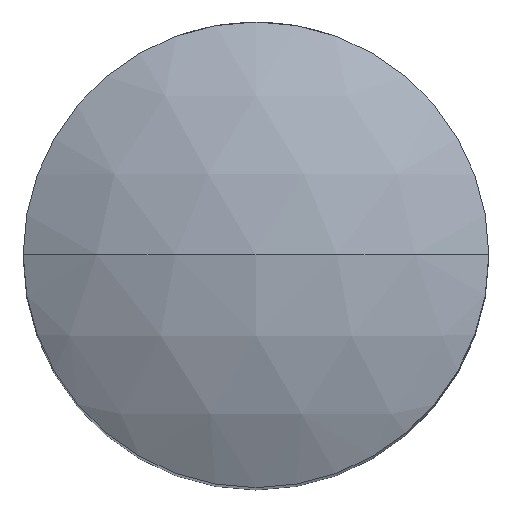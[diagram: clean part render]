
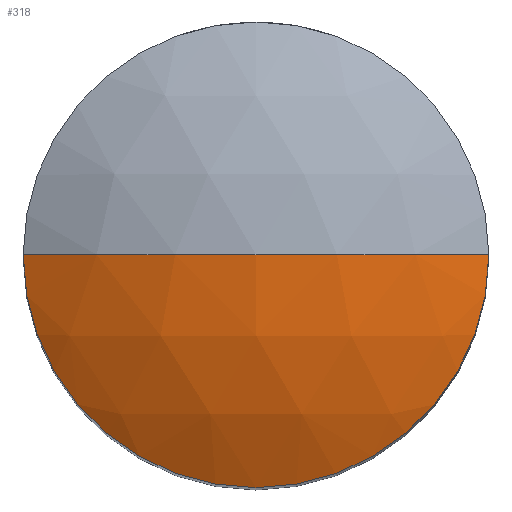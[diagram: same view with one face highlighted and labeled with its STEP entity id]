
A CAD part, top view. The second image highlights one B-rep face of the part: STEP entity #318.
In plain terms, the highlighted spherical face has radius 12 mm.
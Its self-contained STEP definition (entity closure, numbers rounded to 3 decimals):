
#22 = VERTEX_POINT ( 'NONE', #771 ) ;
#64 = CARTESIAN_POINT ( 'NONE',  ( 0., 0., 8. ) ) ;
#93 = CIRCLE ( 'NONE', #144, 12. ) ;
#112 = FACE_OUTER_BOUND ( 'NONE', #171, .T. ) ;
#128 = DIRECTION ( 'NONE',  ( 0., 0., 1. ) ) ;
#144 = AXIS2_PLACEMENT_3D ( 'NONE', #367, #823, #433 ) ;
#167 = DIRECTION ( 'NONE',  ( 1., 0., 0. ) ) ;
#171 = EDGE_LOOP ( 'NONE', ( #505, #560, #272 ) ) ;
#187 = DIRECTION ( 'NONE',  ( 0., -1., 0. ) ) ;
#195 = AXIS2_PLACEMENT_3D ( 'NONE', #64, #537, #128 ) ;
#226 = VERTEX_POINT ( 'NONE', #395 ) ;
#229 = CARTESIAN_POINT ( 'NONE',  ( 0., 0., 8. ) ) ;
#243 = EDGE_CURVE ( 'NONE', #22, #430, #704, .T. ) ;
#272 = ORIENTED_EDGE ( 'NONE', *, *, #243, .F. ) ;
#318 = ADVANCED_FACE ( 'NONE', ( #112 ), #464, .T. ) ;
#329 = DIRECTION ( 'NONE',  ( -1., 0., 0. ) ) ;
#351 = DIRECTION ( 'NONE',  ( 0., 0., -1. ) ) ;
#358 = CARTESIAN_POINT ( 'NONE',  ( 0., 0., 18.392 ) ) ;
#367 = CARTESIAN_POINT ( 'NONE',  ( 0., 0., 8. ) ) ;
#395 = CARTESIAN_POINT ( 'NONE',  ( 0., 0., 20. ) ) ;
#410 = AXIS2_PLACEMENT_3D ( 'NONE', #229, #187, #167 ) ;
#430 = VERTEX_POINT ( 'NONE', #484 ) ;
#433 = DIRECTION ( 'NONE',  ( 1., 0., 0. ) ) ;
#464 = SPHERICAL_SURFACE ( 'NONE', #410, 12. ) ;
#471 = AXIS2_PLACEMENT_3D ( 'NONE', #358, #351, #329 ) ;
#484 = CARTESIAN_POINT ( 'NONE',  ( -6., 0., 18.392 ) ) ;
#501 = CIRCLE ( 'NONE', #195, 12. ) ;
#505 = ORIENTED_EDGE ( 'NONE', *, *, #773, .F. ) ;
#537 = DIRECTION ( 'NONE',  ( 0., 1., 0. ) ) ;
#560 = ORIENTED_EDGE ( 'NONE', *, *, #852, .T. ) ;
#704 = CIRCLE ( 'NONE', #471, 6. ) ;
#771 = CARTESIAN_POINT ( 'NONE',  ( 6., 0., 18.392 ) ) ;
#773 = EDGE_CURVE ( 'NONE', #226, #22, #501, .T. ) ;
#823 = DIRECTION ( 'NONE',  ( 0., -1., 0. ) ) ;
#852 = EDGE_CURVE ( 'NONE', #226, #430, #93, .T. ) ;
